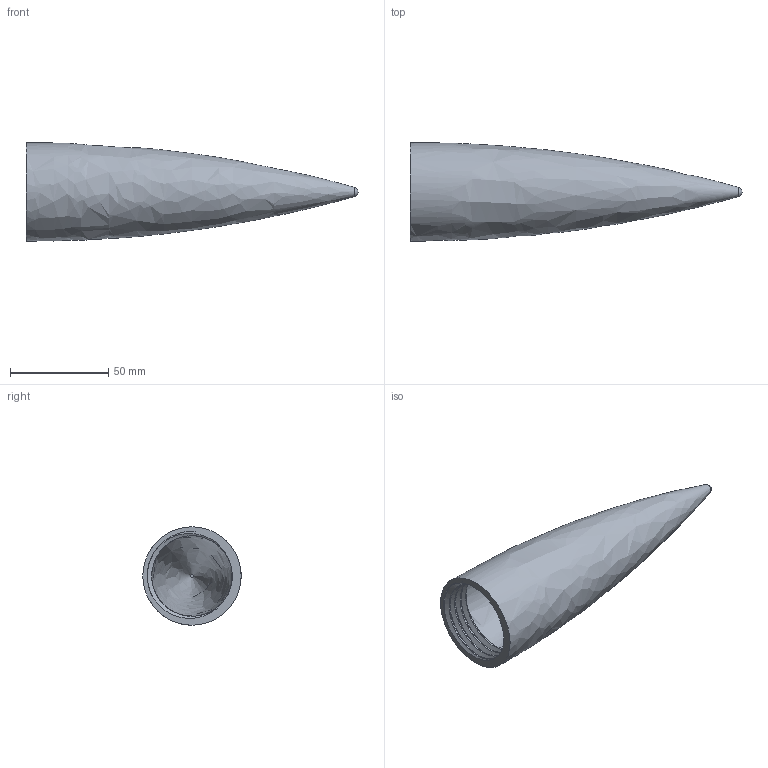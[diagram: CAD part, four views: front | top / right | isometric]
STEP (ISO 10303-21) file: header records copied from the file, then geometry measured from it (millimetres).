
FILE_DESCRIPTION(/* description */ (''),/* implementation_level */ '2;1');
FILE_NAME(/* name */ 'Ogive Geometry.step',/* time_stamp */ '2023-06-08T19:15:33+02:00',/* author */ (''),/* organization */ (''),/* preprocessor_version */ 'ST-DEVELOPER v19.2',/* originating_system */ 'Autodesk Translation Framework v12.4.0.73',/* authorisation */ '');
FILE_SCHEMA (('AUTOMOTIVE_DESIGN { 1 0 10303 214 3 1 1 }'));
Length unit declared in the file: metre
Products named in the file (1): Ogive Geometry
Bounding box: 168.74 x 50.01 x 50 mm (x, y, z)
Volume: 35673.2 mm3; surface area: 37292.1 mm2
Topology: 1 solids, 1 shells, 18 faces, 55 edges, 42 vertices
Faces by surface type: cylinder 9, bspline 4, plane 4, sphere 1
Full cylindrical faces by diameter (mm): 40.97 x2, 45.439 x2, 46.5 x1
Entity records: 2775 total; most frequent: CARTESIAN_POINT 2298, ORIENTED_EDGE 110, DIRECTION 61, EDGE_CURVE 55, VERTEX_POINT 42, B_SPLINE_CURVE_WITH_KNOTS 36, AXIS2_PLACEMENT_3D 27, EDGE_LOOP 21
